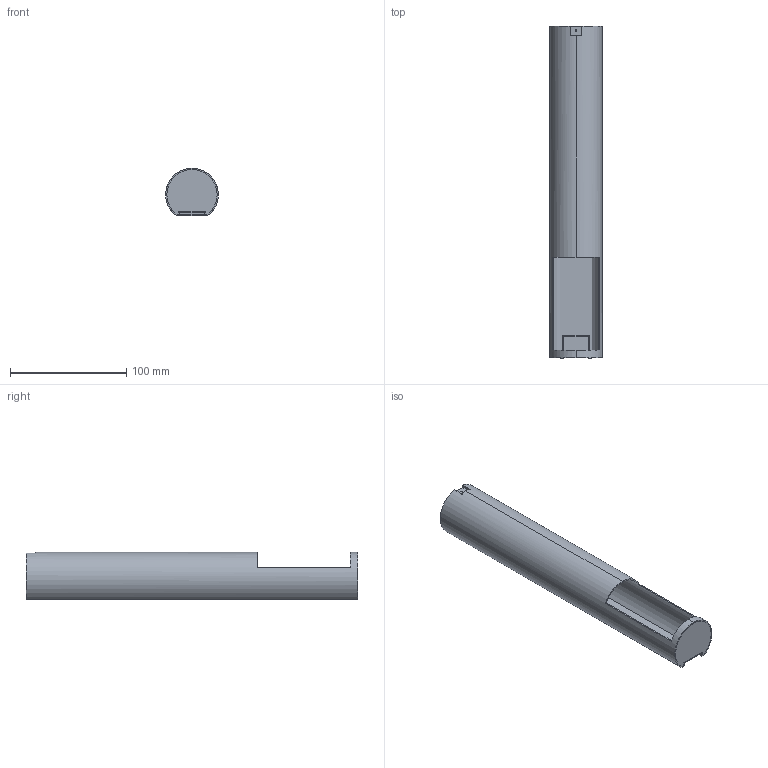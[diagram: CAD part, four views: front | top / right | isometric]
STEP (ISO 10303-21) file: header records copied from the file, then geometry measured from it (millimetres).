
FILE_DESCRIPTION(('HOOPS Exchange Step'),'2;1');
FILE_NAME('temp_export','2023-08-13T13:19:25+02:00',('crylog'),('Shapr3D Limited'),'HOOPS Exchange 2023.1','Shapr3D','Authorized');
FILE_SCHEMA( ('AUTOMOTIVE_DESIGN { 1 0 10303 214 1 1 1 1 }') );
Length unit declared in the file: millimetre
Products named in the file (1): root
Bounding box: 45.15 x 285 x 40.6 mm (x, y, z)
Volume: 45379.1 mm3; surface area: 77519.8 mm2
Topology: 5 solids, 5 shells, 88 faces, 236 edges, 158 vertices
Faces by surface type: plane 71, cylinder 17
Full cylindrical faces by diameter (mm): 1.3 x1, 1.4 x3, 1.5 x2, 3.2 x2
Entity records: 2792 total; most frequent: CARTESIAN_POINT 483, ORIENTED_EDGE 472, DIRECTION 466, EDGE_CURVE 236, VECTOR 184, LINE 184, VERTEX_POINT 158, AXIS2_PLACEMENT_3D 141
